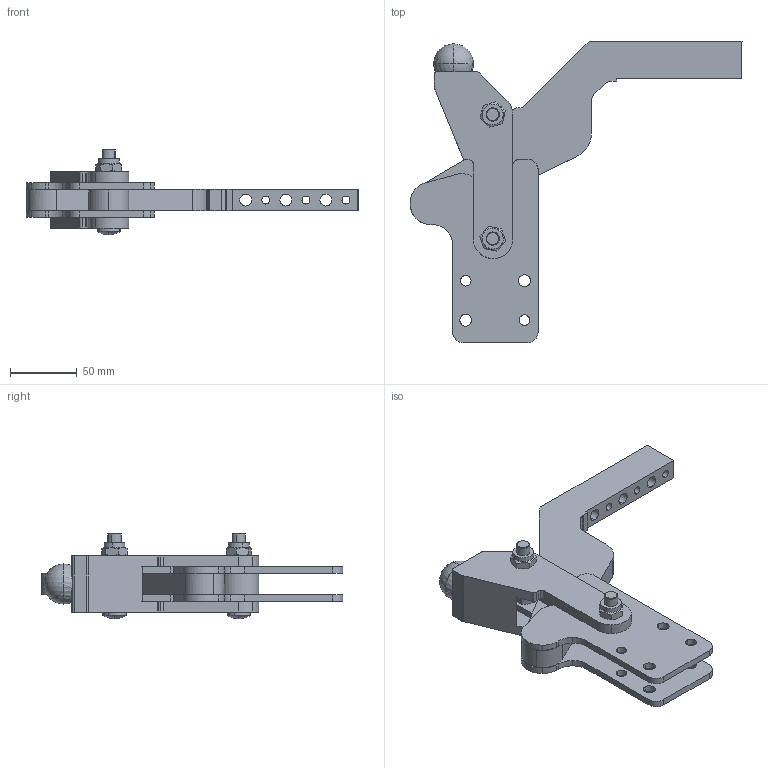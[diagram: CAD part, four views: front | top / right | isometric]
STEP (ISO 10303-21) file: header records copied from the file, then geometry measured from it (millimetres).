
FILE_DESCRIPTION(('CATIA V5 STEP Exchange'),'2;1');
FILE_NAME('MODULSPANNER_TS_V_HD_2500_BW16_1_181_357838.stp','2018-08-16T12:01:11+00:00',('none'),('none'),'CATIA Version 5 Release 19 SP 9 (IN-10)','CATIA V5 STEP AP214','none');
FILE_SCHEMA(('AUTOMOTIVE_DESIGN { 1 0 10303 214 1 1 1 1 }'));
Length unit declared in the file: millimetre
Products named in the file (1): MODULSPANNER_TS_V_HD_2500_BW16_1_181_357838
Bounding box: 248.74 x 226 x 64 mm (x, y, z)
Volume: 386264.8 mm3; surface area: 95753.8 mm2
Topology: 1 solids, 3 shells, 241 faces, 802 edges, 551 vertices
Faces by surface type: cylinder 132, plane 77, cone 20, sphere 12
Entity records: 10336 total; most frequent: CARTESIAN_POINT 3543, ORIENTED_EDGE 1572, DIRECTION 1030, EDGE_CURVE 786, VERTEX_POINT 551, AXIS2_PLACEMENT_3D 468, VECTOR 327, LINE 327
